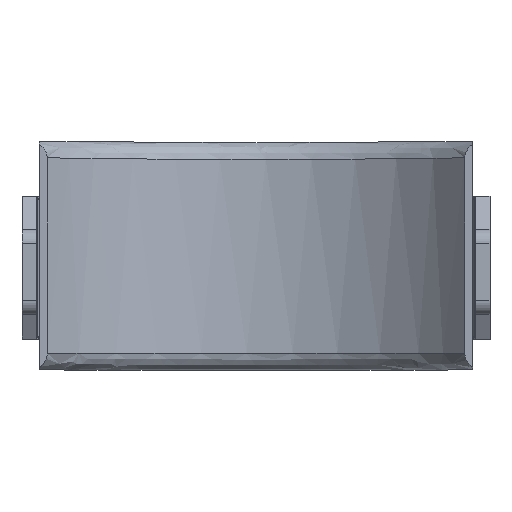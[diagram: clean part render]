
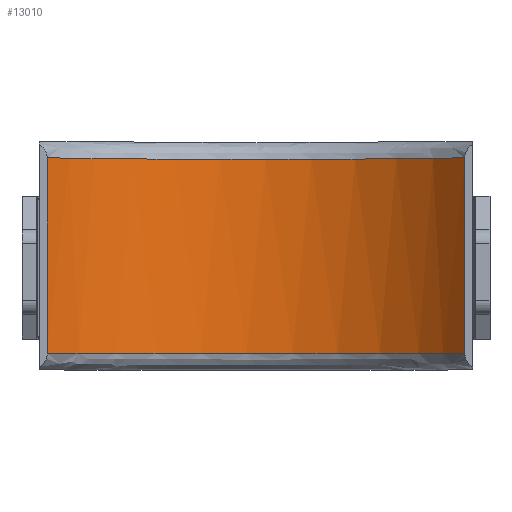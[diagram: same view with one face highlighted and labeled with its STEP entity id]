
A CAD part, front view. The second image highlights one B-rep face of the part: STEP entity #13010.
In plain terms, the highlighted cylindrical face has radius 47 mm (diameter 94 mm), a partial arc.
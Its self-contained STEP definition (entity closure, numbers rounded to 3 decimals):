
#5 = CARTESIAN_POINT ( 'NONE',  ( -36.589, -17.5, 20. ) ) ;
#329 = ORIENTED_EDGE ( 'NONE', *, *, #1704, .T. ) ;
#401 = EDGE_CURVE ( 'NONE', #3223, #776, #442, .T. ) ;
#407 = CARTESIAN_POINT ( 'NONE',  ( 34.286, -14.84, -17.114 ) ) ;
#417 = CARTESIAN_POINT ( 'NONE',  ( 9.575, -0.977, 16.999 ) ) ;
#442 = LINE ( 'NONE', #5991, #11322 ) ;
#488 = CARTESIAN_POINT ( 'NONE',  ( 6.996, -0.515, 16.999 ) ) ;
#558 = CARTESIAN_POINT ( 'NONE',  ( 17.1, -3.08, 17.003 ) ) ;
#626 = CARTESIAN_POINT ( 'NONE',  ( -32.442, -12.981, 17.087 ) ) ;
#776 = VERTEX_POINT ( 'NONE', #5682 ) ;
#1231 = DIRECTION ( 'NONE',  ( -1., 0., 0. ) ) ;
#1377 = CARTESIAN_POINT ( 'NONE',  ( 24.134, -6.66, -17.022 ) ) ;
#1452 = CARTESIAN_POINT ( 'NONE',  ( 35.465, -16.146, -17.136 ) ) ;
#1462 = CARTESIAN_POINT ( 'NONE',  ( -36.589, -17.5, 17.16 ) ) ;
#1518 = CARTESIAN_POINT ( 'NONE',  ( -36.589, -17.5, -17.16 ) ) ;
#1588 = CARTESIAN_POINT ( 'NONE',  ( 6.125, -0.393, -16.999 ) ) ;
#1599 = CARTESIAN_POINT ( 'NONE',  ( 6.125, -0.393, 16.999 ) ) ;
#1673 = CARTESIAN_POINT ( 'NONE',  ( 8.72, -0.808, 16.999 ) ) ;
#1704 = EDGE_CURVE ( 'NONE', #12310, #776, #10933, .T. ) ;
#1743 = CARTESIAN_POINT ( 'NONE',  ( -17.084, -3.18, 17.004 ) ) ;
#2299 = LINE ( 'NONE', #5, #4949 ) ;
#2567 = CARTESIAN_POINT ( 'NONE',  ( 8.72, -0.808, -16.999 ) ) ;
#2578 = CARTESIAN_POINT ( 'NONE',  ( 23.382, -6.22, 17.019 ) ) ;
#2637 = CARTESIAN_POINT ( 'NONE',  ( -3.537, -0.001, -16.999 ) ) ;
#2648 = CARTESIAN_POINT ( 'NONE',  ( 21.065, -4.976, 17.012 ) ) ;
#2702 = CARTESIAN_POINT ( 'NONE',  ( -26.363, -7.931, -17.029 ) ) ;
#2856 = CARTESIAN_POINT ( 'NONE',  ( -26.363, -7.931, 17.029 ) ) ;
#3223 = VERTEX_POINT ( 'NONE', #13666 ) ;
#3515 = FACE_OUTER_BOUND ( 'NONE', #13318, .T. ) ;
#3737 = CARTESIAN_POINT ( 'NONE',  ( 23.382, -6.22, -17.019 ) ) ;
#3821 = CARTESIAN_POINT ( 'NONE',  ( 21.848, -5.378, 17.014 ) ) ;
#3875 = CARTESIAN_POINT ( 'NONE',  ( -6.992, -0.393, -16.999 ) ) ;
#3956 = CARTESIAN_POINT ( 'NONE',  ( 30.496, -11.195, 17.064 ) ) ;
#4367 = ORIENTED_EDGE ( 'NONE', *, *, #12111, .T. ) ;
#4779 = CARTESIAN_POINT ( 'NONE',  ( -30.489, -11.221, -17.065 ) ) ;
#4848 = CARTESIAN_POINT ( 'NONE',  ( -35.484, -16.129, -17.135 ) ) ;
#4920 = CARTESIAN_POINT ( 'NONE',  ( 36.589, -17.5, -17.16 ) ) ;
#4949 = VECTOR ( 'NONE', #8803, 1000. ) ;
#4960 = DIRECTION ( 'NONE',  ( 0., 0., -1. ) ) ;
#5007 = CARTESIAN_POINT ( 'NONE',  ( -31.803, -12.383, 17.079 ) ) ;
#5682 = CARTESIAN_POINT ( 'NONE',  ( 36.589, -17.5, -17.16 ) ) ;
#5784 = VERTEX_POINT ( 'NONE', #6104 ) ;
#5954 = CARTESIAN_POINT ( 'NONE',  ( 36.036, -16.815, -17.148 ) ) ;
#5966 = CARTESIAN_POINT ( 'NONE',  ( -30.489, -11.221, 17.065 ) ) ;
#5991 = CARTESIAN_POINT ( 'NONE',  ( 36.589, -17.5, 20. ) ) ;
#6024 = CARTESIAN_POINT ( 'NONE',  ( 33.677, -14.203, -17.105 ) ) ;
#6086 = CARTESIAN_POINT ( 'NONE',  ( 9.575, -0.977, -16.999 ) ) ;
#6097 = CARTESIAN_POINT ( 'NONE',  ( 31.803, -12.35, 17.078 ) ) ;
#6104 = CARTESIAN_POINT ( 'NONE',  ( -36.589, -17.5, 17.16 ) ) ;
#6160 = CARTESIAN_POINT ( 'NONE',  ( 31.803, -12.35, -17.078 ) ) ;
#6172 = CARTESIAN_POINT ( 'NONE',  ( -3.537, -0.001, 16.999 ) ) ;
#6991 = CARTESIAN_POINT ( 'NONE',  ( -12.079, -1.545, -17. ) ) ;
#7067 = CARTESIAN_POINT ( 'NONE',  ( 21.848, -5.378, -17.014 ) ) ;
#7081 = CARTESIAN_POINT ( 'NONE',  ( -13.759, -2.025, 17.001 ) ) ;
#7143 = CARTESIAN_POINT ( 'NONE',  ( 26.349, -8.042, -17.032 ) ) ;
#7153 = CARTESIAN_POINT ( 'NONE',  ( -18.702, -3.846, 17.006 ) ) ;
#7210 = CARTESIAN_POINT ( 'NONE',  ( 1.746, 0.001, -16.999 ) ) ;
#7368 = CARTESIAN_POINT ( 'NONE',  ( 34.286, -14.84, 17.114 ) ) ;
#7887 = DIRECTION ( 'NONE',  ( 0., 0., -1. ) ) ;
#8178 = CARTESIAN_POINT ( 'NONE',  ( -17.084, -3.18, -17.004 ) ) ;
#8265 = CARTESIAN_POINT ( 'NONE',  ( 36.589, -17.5, 17.16 ) ) ;
#8327 = CARTESIAN_POINT ( 'NONE',  ( -23.409, -6.096, 17.017 ) ) ;
#8385 = CARTESIAN_POINT ( 'NONE',  ( 13.816, -1.942, -17.001 ) ) ;
#8803 = DIRECTION ( 'NONE',  ( 0., 0., -1. ) ) ;
#8912 = ORIENTED_EDGE ( 'NONE', *, *, #10409, .T. ) ;
#9299 = CARTESIAN_POINT ( 'NONE',  ( 24.134, -6.66, 17.022 ) ) ;
#9427 = CARTESIAN_POINT ( 'NONE',  ( -32.442, -12.981, -17.087 ) ) ;
#9440 = CARTESIAN_POINT ( 'NONE',  ( -6.992, -0.393, 16.999 ) ) ;
#9498 = CARTESIAN_POINT ( 'NONE',  ( 6.996, -0.515, -16.999 ) ) ;
#9510 = CARTESIAN_POINT ( 'NONE',  ( -35.484, -16.129, 17.135 ) ) ;
#9577 = CARTESIAN_POINT ( 'NONE',  ( -13.759, -2.025, -17.001 ) ) ;
#9589 = CARTESIAN_POINT ( 'NONE',  ( 35.465, -16.146, 17.136 ) ) ;
#9621 = B_SPLINE_CURVE_WITH_KNOTS ( 'NONE', 3,
 ( #8265, #12776, #9589, #7368, #11806, #6097, #3956, #11734, #12702, #9299, #2578, #3821, #2648, #558, #13963, #417, #1673, #488, #1599, #10629, #11601, #6172, #9440, #10700, #7081, #1743, #7153, #8327, #2856, #10557, #5966, #5007, #626, #13817, #9510, #1462 ),
 .UNSPECIFIED., .F., .F.,
 ( 4, 2, 2, 2, 2, 2, 2, 2, 2, 2, 2, 2, 2, 2, 2, 2, 2, 4 ),
 ( 0., 0.003, 0.005, 0.011, 0.016, 0.018, 0.021, 0.032, 0.034, 0.037, 0.042, 0.053, 0.058, 0.063, 0.074, 0.077, 0.079, 0.084 ),
 .UNSPECIFIED. ) ;
#10409 = EDGE_CURVE ( 'NONE', #3223, #5784, #9621, .T. ) ;
#10548 = CARTESIAN_POINT ( 'NONE',  ( -29.814, -10.656, -17.058 ) ) ;
#10557 = CARTESIAN_POINT ( 'NONE',  ( -29.814, -10.656, 17.058 ) ) ;
#10629 = CARTESIAN_POINT ( 'NONE',  ( 3.501, -0.098, 16.999 ) ) ;
#10700 = CARTESIAN_POINT ( 'NONE',  ( -12.079, -1.545, 17. ) ) ;
#10933 = B_SPLINE_CURVE_WITH_KNOTS ( 'NONE', 3,
 ( #1518, #4848, #12829, #9427, #12765, #4779, #10548, #2702, #13806, #12978, #8178, #9577, #6991, #3875, #2637, #7210, #12690, #1588, #9498, #2567, #6086, #8385, #12898, #11514, #7067, #3737, #1377, #7143, #11588, #11660, #6160, #6024, #407, #1452, #5954, #4920 ),
 .UNSPECIFIED., .F., .F.,
 ( 4, 2, 2, 2, 2, 2, 2, 2, 2, 2, 2, 2, 2, 2, 2, 2, 2, 4 ),
 ( 0., 0.005, 0.008, 0.011, 0.021, 0.026, 0.032, 0.042, 0.047, 0.05, 0.053, 0.063, 0.066, 0.068, 0.074, 0.079, 0.081, 0.084 ),
 .UNSPECIFIED. ) ;
#11322 = VECTOR ( 'NONE', #4960, 1000. ) ;
#11437 = CYLINDRICAL_SURFACE ( 'NONE', #13941, 47. ) ;
#11514 = CARTESIAN_POINT ( 'NONE',  ( 21.065, -4.976, -17.012 ) ) ;
#11588 = CARTESIAN_POINT ( 'NONE',  ( 27.769, -9.041, -17.041 ) ) ;
#11601 = CARTESIAN_POINT ( 'NONE',  ( 1.746, 0.001, 16.999 ) ) ;
#11660 = CARTESIAN_POINT ( 'NONE',  ( 30.496, -11.195, -17.064 ) ) ;
#11734 = CARTESIAN_POINT ( 'NONE',  ( 27.769, -9.041, 17.041 ) ) ;
#11806 = CARTESIAN_POINT ( 'NONE',  ( 33.677, -14.203, 17.105 ) ) ;
#11909 = ORIENTED_EDGE ( 'NONE', *, *, #401, .F. ) ;
#12111 = EDGE_CURVE ( 'NONE', #5784, #12310, #2299, .T. ) ;
#12310 = VERTEX_POINT ( 'NONE', #13398 ) ;
#12329 = CARTESIAN_POINT ( 'NONE',  ( 0., -47., 20. ) ) ;
#12690 = CARTESIAN_POINT ( 'NONE',  ( 3.501, -0.098, -16.999 ) ) ;
#12702 = CARTESIAN_POINT ( 'NONE',  ( 26.349, -8.042, 17.032 ) ) ;
#12765 = CARTESIAN_POINT ( 'NONE',  ( -31.803, -12.383, -17.079 ) ) ;
#12776 = CARTESIAN_POINT ( 'NONE',  ( 36.036, -16.815, 17.148 ) ) ;
#12829 = CARTESIAN_POINT ( 'NONE',  ( -34.308, -14.829, -17.114 ) ) ;
#12898 = CARTESIAN_POINT ( 'NONE',  ( 17.1, -3.08, -17.003 ) ) ;
#12978 = CARTESIAN_POINT ( 'NONE',  ( -18.702, -3.846, -17.006 ) ) ;
#13010 = ADVANCED_FACE ( 'NONE', ( #3515 ), #11437, .F. ) ;
#13318 = EDGE_LOOP ( 'NONE', ( #4367, #329, #11909, #8912 ) ) ;
#13398 = CARTESIAN_POINT ( 'NONE',  ( -36.589, -17.5, -17.16 ) ) ;
#13666 = CARTESIAN_POINT ( 'NONE',  ( 36.589, -17.5, 17.16 ) ) ;
#13806 = CARTESIAN_POINT ( 'NONE',  ( -23.409, -6.096, -17.017 ) ) ;
#13817 = CARTESIAN_POINT ( 'NONE',  ( -34.308, -14.829, 17.114 ) ) ;
#13941 = AXIS2_PLACEMENT_3D ( 'NONE', #12329, #7887, #1231 ) ;
#13963 = CARTESIAN_POINT ( 'NONE',  ( 13.816, -1.942, 17.001 ) ) ;
